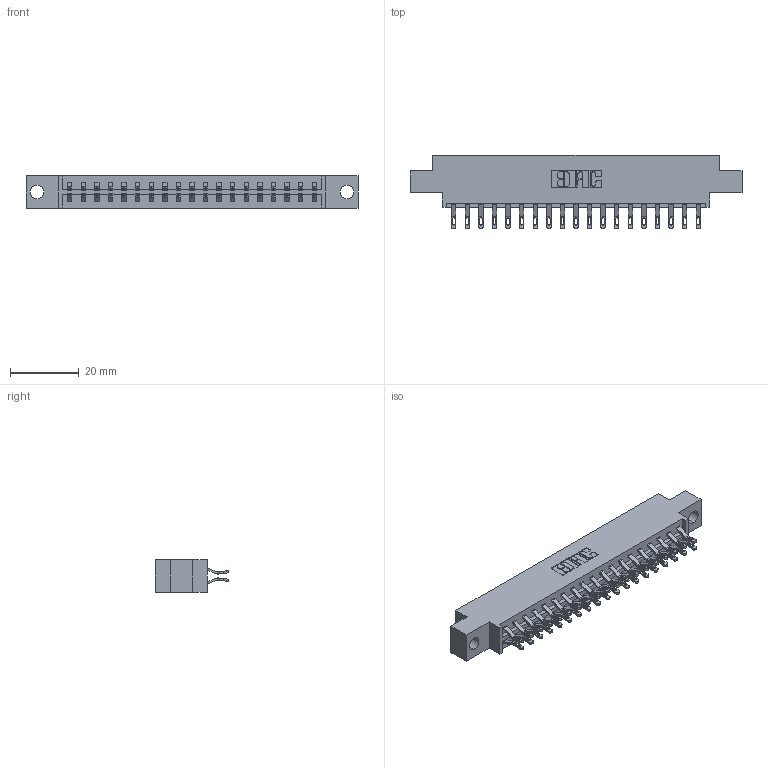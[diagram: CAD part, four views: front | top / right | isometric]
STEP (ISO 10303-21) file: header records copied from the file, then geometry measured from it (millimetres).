
FILE_DESCRIPTION (( 'STEP AP203' ), '1' );
FILE_NAME ('833-038-555-804.STEP', '2020-06-03T13:26:13', ( '' ), ( '' ), 'SwSTEP 2.0', 'SolidWorks 2020', '' );
FILE_SCHEMA (( 'CONFIG_CONTROL_DESIGN' ));
Length unit declared in the file: inch
Products named in the file (3): 833 Part_Offset - .156 Dia - TH; 345-292-001_555 Tail; 833-038-555-804
Assembly tree (39 placements, depth 2):
  833-038-555-804
    833 Part_Offset - .156 Dia - TH
    345-292-001_555 Tail  x38
Bounding box: 96.82 x 21.47 x 9.4 mm (x, y, z)
Volume: 9464.7 mm3; surface area: 11375 mm2
Topology: 39 solids, 39 shells, 2322 faces, 7277 edges, 4850 vertices
Faces by surface type: plane 1366, cylinder 956
Entity records: 15659 total; most frequent: CARTESIAN_POINT 2660, ORIENTED_EDGE 2566, DIRECTION 2283, EDGE_CURVE 1283, LINE 1135, VECTOR 1135, VERTEX_POINT 854, AXIS2_PLACEMENT_3D 574
